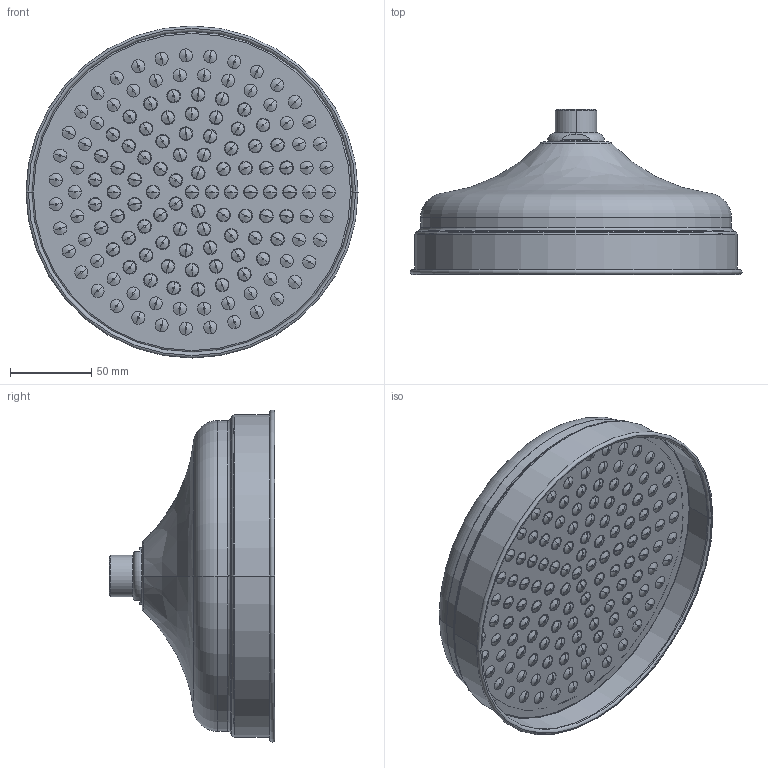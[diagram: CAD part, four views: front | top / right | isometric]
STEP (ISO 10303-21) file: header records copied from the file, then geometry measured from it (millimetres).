
FILE_DESCRIPTION((''),'2;1');
FILE_NAME('2091_ASM','2021-03-16T16:40:26',('rsmith'),(''),'CREO PARAMETRIC BY PTC INC, 2018400','CREO PARAMETRIC BY PTC INC, 2018400','');
FILE_SCHEMA(('AUTOMOTIVE_DESIGN { 1 0 10303 214 1 1 1 1 }'));
Length unit declared in the file: millimetre
Products named in the file (5): 11947_AF0; 11943_AF0; 11948_AF0; 2091A_AF0_ASM; 2091_ASM
Assembly tree (4 placements, depth 3):
  2091_ASM
    2091A_AF0_ASM
      11947_AF0
      11943_AF0
      11948_AF0
Bounding box: 204 x 101.57 x 204 mm (x, y, z)
Volume: 61421.7 mm3; surface area: 197001.7 mm2
Topology: 3 solids, 4 shells, 1224 faces, 2730 edges, 1518 vertices
Faces by surface type: cone 570, torus 330, cylinder 304, plane 16, bspline 4
Entity records: 35468 total; most frequent: DIRECTION 7000, CARTESIAN_POINT 6102, ORIENTED_EDGE 5460, AXIS2_PLACEMENT_3D 3062, EDGE_CURVE 2730, CIRCLE 1830, VERTEX_POINT 1518, EDGE_LOOP 1514
